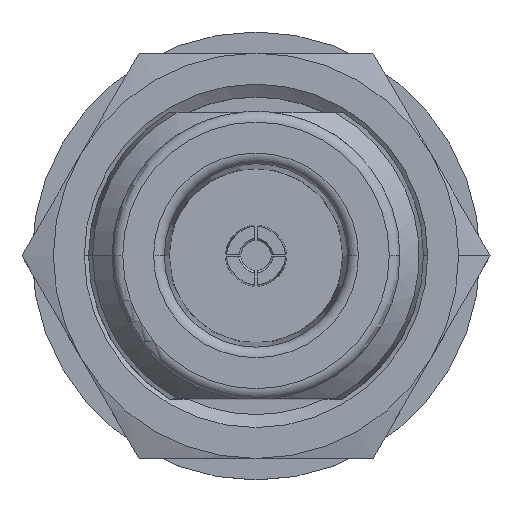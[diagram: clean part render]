
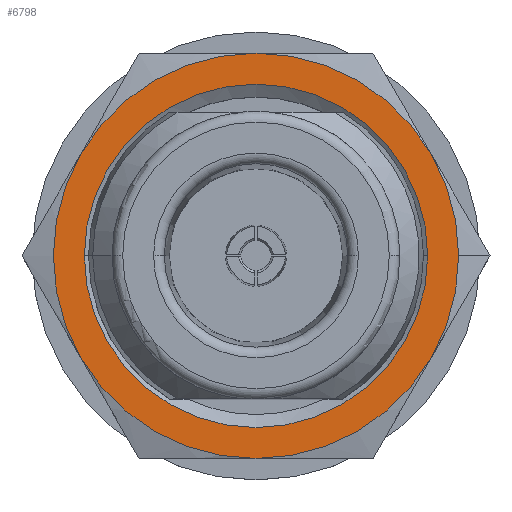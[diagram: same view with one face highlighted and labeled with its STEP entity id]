
A CAD part, top view. The second image highlights one B-rep face of the part: STEP entity #6798.
In plain terms, the highlighted planar face has unit normal (0, 0, 1).
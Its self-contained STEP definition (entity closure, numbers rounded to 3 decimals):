
#677 = AXIS2_PLACEMENT_3D ( 'NONE', #3515, #3516, #3517 ) ;
#1385 = AXIS2_PLACEMENT_3D ( 'NONE', #8293, #8294, #8295 ) ;
#1807 = PLANE ( 'NONE',  #5532 ) ;
#1808 = CARTESIAN_POINT ( 'NONE',  ( -16.454, -9.5, -11.1 ) ) ;
#1809 = DIRECTION ( 'NONE',  ( 0., 0., -1. ) ) ;
#1810 = DIRECTION ( 'NONE',  ( 0., 1., 0. ) ) ;
#2651 = ORIENTED_EDGE ( 'NONE', *, *, #3892, .T. ) ;
#2751 = VERTEX_POINT ( 'NONE', #9885 ) ;
#2771 = VERTEX_POINT ( 'NONE', #9898 ) ;
#2808 = VERTEX_POINT ( 'NONE', #9924 ) ;
#2818 = VERTEX_POINT ( 'NONE', #9930 ) ;
#2832 = VERTEX_POINT ( 'NONE', #9938 ) ;
#2848 = VERTEX_POINT ( 'NONE', #9947 ) ;
#2853 = VERTEX_POINT ( 'NONE', #9951 ) ;
#2934 = ORIENTED_EDGE ( 'NONE', *, *, #3886, .F. ) ;
#2946 = ORIENTED_EDGE ( 'NONE', *, *, #4036, .T. ) ;
#2958 = ORIENTED_EDGE ( 'NONE', *, *, #6428, .T. ) ;
#2986 = VERTEX_POINT ( 'NONE', #10039 ) ;
#3012 = ORIENTED_EDGE ( 'NONE', *, *, #4017, .T. ) ;
#3045 = ORIENTED_EDGE ( 'NONE', *, *, #4096, .T. ) ;
#3052 = ORIENTED_EDGE ( 'NONE', *, *, #4248, .T. ) ;
#3062 = ORIENTED_EDGE ( 'NONE', *, *, #4181, .T. ) ;
#3112 = VERTEX_POINT ( 'NONE', #10117 ) ;
#3224 = ORIENTED_EDGE ( 'NONE', *, *, #6422, .T. ) ;
#3515 = CARTESIAN_POINT ( 'NONE',  ( 0., 0., -11.1 ) ) ;
#3516 = DIRECTION ( 'NONE',  ( 0., 0., 1. ) ) ;
#3517 = DIRECTION ( 'NONE',  ( 0., 1., 0. ) ) ;
#3640 = CARTESIAN_POINT ( 'NONE',  ( 0., 0., -11.1 ) ) ;
#3641 = DIRECTION ( 'NONE',  ( 0., 0., -1. ) ) ;
#3643 = DIRECTION ( 'NONE',  ( 1., 0., 0. ) ) ;
#3831 = AXIS2_PLACEMENT_3D ( 'NONE', #4270, #4276, #4277 ) ;
#3833 = AXIS2_PLACEMENT_3D ( 'NONE', #4241, #4247, #4249 ) ;
#3886 = EDGE_CURVE ( 'NONE', #2808, #2818, #6922, .T. ) ;
#3892 = EDGE_CURVE ( 'NONE', #2832, #2818, #6923, .T. ) ;
#4017 = EDGE_CURVE ( 'NONE', #2808, #3112, #6946, .T. ) ;
#4036 = EDGE_CURVE ( 'NONE', #2986, #2751, #6950, .T. ) ;
#4096 = EDGE_CURVE ( 'NONE', #2853, #2848, #6949, .T. ) ;
#4181 = EDGE_CURVE ( 'NONE', #2848, #2832, #6954, .T. ) ;
#4241 = CARTESIAN_POINT ( 'NONE',  ( 0., 0., -11.1 ) ) ;
#4247 = DIRECTION ( 'NONE',  ( 0., 0., -1. ) ) ;
#4248 = EDGE_CURVE ( 'NONE', #2771, #2853, #6956, .T. ) ;
#4249 = DIRECTION ( 'NONE',  ( 1., 0., 0. ) ) ;
#4270 = CARTESIAN_POINT ( 'NONE',  ( 0., 0., -11.1 ) ) ;
#4276 = DIRECTION ( 'NONE',  ( 0., 0., 1. ) ) ;
#4277 = DIRECTION ( 'NONE',  ( 0., 1., 0. ) ) ;
#5464 = FACE_OUTER_BOUND ( 'NONE', #10270, .T. ) ;
#5532 = AXIS2_PLACEMENT_3D ( 'NONE', #1808, #1809, #1810 ) ;
#5604 = FACE_BOUND ( 'NONE', #10305, .T. ) ;
#6370 = AXIS2_PLACEMENT_3D ( 'NONE', #3640, #3641, #3643 ) ;
#6422 = EDGE_CURVE ( 'NONE', #3112, #2771, #7003, .T. ) ;
#6428 = EDGE_CURVE ( 'NONE', #2751, #2986, #7009, .T. ) ;
#6798 = ADVANCED_FACE ( 'NONE', ( #5604, #5464 ), #1807, .F. ) ;
#6922 = CIRCLE ( 'NONE', #3833, 9.5 ) ;
#6923 = CIRCLE ( 'NONE', #3831, 9.5 ) ;
#6946 = CIRCLE ( 'NONE', #8951, 9.5 ) ;
#6949 = CIRCLE ( 'NONE', #9013, 9.5 ) ;
#6950 = CIRCLE ( 'NONE', #8958, 8.05 ) ;
#6954 = CIRCLE ( 'NONE', #9008, 9.5 ) ;
#6956 = CIRCLE ( 'NONE', #1385, 9.5 ) ;
#7003 = CIRCLE ( 'NONE', #677, 9.5 ) ;
#7009 = CIRCLE ( 'NONE', #6370, 8.05 ) ;
#7693 = CARTESIAN_POINT ( 'NONE',  ( 0., 0., -11.1 ) ) ;
#7694 = DIRECTION ( 'NONE',  ( 0., 0., 1. ) ) ;
#7695 = DIRECTION ( 'NONE',  ( 0., 1., 0. ) ) ;
#7724 = CARTESIAN_POINT ( 'NONE',  ( 0., 0., -11.1 ) ) ;
#7725 = DIRECTION ( 'NONE',  ( 0., 0., -1. ) ) ;
#7726 = DIRECTION ( 'NONE',  ( 1., 0., 0. ) ) ;
#7776 = CARTESIAN_POINT ( 'NONE',  ( 0., 0., -11.1 ) ) ;
#7777 = DIRECTION ( 'NONE',  ( 0., 0., 1. ) ) ;
#7778 = DIRECTION ( 'NONE',  ( 0., 1., 0. ) ) ;
#7855 = CARTESIAN_POINT ( 'NONE',  ( 0., 0., -11.1 ) ) ;
#7856 = DIRECTION ( 'NONE',  ( 0., 0., 1. ) ) ;
#7857 = DIRECTION ( 'NONE',  ( 0., 1., 0. ) ) ;
#8293 = CARTESIAN_POINT ( 'NONE',  ( 0., 0., -11.1 ) ) ;
#8294 = DIRECTION ( 'NONE',  ( 0., 0., 1. ) ) ;
#8295 = DIRECTION ( 'NONE',  ( 0., 1., 0. ) ) ;
#8951 = AXIS2_PLACEMENT_3D ( 'NONE', #7693, #7694, #7695 ) ;
#8958 = AXIS2_PLACEMENT_3D ( 'NONE', #7724, #7725, #7726 ) ;
#9008 = AXIS2_PLACEMENT_3D ( 'NONE', #7855, #7856, #7857 ) ;
#9013 = AXIS2_PLACEMENT_3D ( 'NONE', #7776, #7777, #7778 ) ;
#9885 = CARTESIAN_POINT ( 'NONE',  ( -8.05, 0., -11.1 ) ) ;
#9898 = CARTESIAN_POINT ( 'NONE',  ( 8.227, 4.75, -11.1 ) ) ;
#9924 = CARTESIAN_POINT ( 'NONE',  ( 8.227, -4.75, -11.1 ) ) ;
#9930 = CARTESIAN_POINT ( 'NONE',  ( 0., -9.5, -11.1 ) ) ;
#9938 = CARTESIAN_POINT ( 'NONE',  ( -8.227, -4.75, -11.1 ) ) ;
#9947 = CARTESIAN_POINT ( 'NONE',  ( -8.227, 4.75, -11.1 ) ) ;
#9951 = CARTESIAN_POINT ( 'NONE',  ( 0., 9.5, -11.1 ) ) ;
#10039 = CARTESIAN_POINT ( 'NONE',  ( 8.05, 0., -11.1 ) ) ;
#10117 = CARTESIAN_POINT ( 'NONE',  ( 9.5, 0., -11.1 ) ) ;
#10270 = EDGE_LOOP ( 'NONE', ( #3052, #3045, #3062, #2651, #2934, #3012, #3224 ) ) ;
#10305 = EDGE_LOOP ( 'NONE', ( #2958, #2946 ) ) ;
